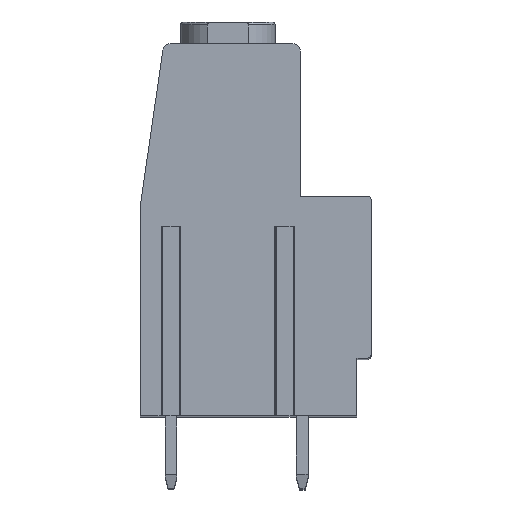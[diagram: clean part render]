
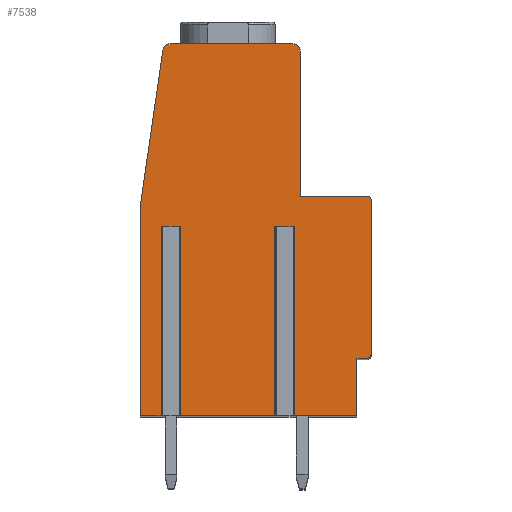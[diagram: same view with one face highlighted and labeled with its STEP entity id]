
A CAD part, top view. The second image highlights one B-rep face of the part: STEP entity #7538.
In plain terms, the highlighted planar face has unit normal (0, 0, 1).
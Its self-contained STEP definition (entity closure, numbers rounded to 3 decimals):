
#15=DIRECTION('',(1.,0.,0.));
#16=VECTOR('',#15,0.8);
#17=CARTESIAN_POINT('',(-6.226,0.25,3.175));
#18=LINE('',#17,#16);
#19=DIRECTION('',(0.,1.,0.));
#20=VECTOR('',#19,13.);
#21=CARTESIAN_POINT('',(-6.226,-12.75,3.175));
#22=LINE('',#21,#20);
#23=DIRECTION('',(-1.,0.,0.));
#24=VECTOR('',#23,1.699);
#25=CARTESIAN_POINT('',(-6.226,-12.75,3.175));
#26=LINE('',#25,#24);
#27=DIRECTION('',(0.,1.,0.));
#28=VECTOR('',#27,14.5);
#29=CARTESIAN_POINT('',(-7.925,-12.75,3.175));
#30=LINE('',#29,#28);
#31=DIRECTION('',(0.144,0.99,0.));
#32=VECTOR('',#31,10.683);
#33=CARTESIAN_POINT('',(-7.925,1.75,3.175));
#34=LINE('',#33,#32);
#35=CARTESIAN_POINT('',(-5.892,12.25,3.175));
#36=DIRECTION('',(0.,0.,-1.));
#37=DIRECTION('',(-0.99,0.144,0.));
#38=AXIS2_PLACEMENT_3D('',#35,#36,#37);
#40=CARTESIAN_POINT('',(2.525,12.25,3.175));
#41=DIRECTION('',(0.,0.,-1.));
#42=DIRECTION('',(0.,1.,0.));
#43=AXIS2_PLACEMENT_3D('',#40,#41,#42);
#45=DIRECTION('',(0.,-1.,0.));
#46=VECTOR('',#45,9.95);
#47=CARTESIAN_POINT('',(3.025,12.25,3.175));
#48=LINE('',#47,#46);
#49=DIRECTION('',(1.,0.,0.));
#50=VECTOR('',#49,4.6);
#51=CARTESIAN_POINT('',(3.025,2.3,3.175));
#52=LINE('',#51,#50);
#53=CARTESIAN_POINT('',(7.625,2.,3.175));
#54=DIRECTION('',(0.,0.,-1.));
#55=DIRECTION('',(0.,1.,0.));
#56=AXIS2_PLACEMENT_3D('',#53,#54,#55);
#58=DIRECTION('',(0.,-1.,0.));
#59=VECTOR('',#58,10.5);
#60=CARTESIAN_POINT('',(7.925,2.,3.175));
#61=LINE('',#60,#59);
#62=CARTESIAN_POINT('',(7.625,-8.5,3.175));
#63=DIRECTION('',(0.,0.,-1.));
#64=DIRECTION('',(1.,0.,0.));
#65=AXIS2_PLACEMENT_3D('',#62,#63,#64);
#67=DIRECTION('',(-1.,0.,0.));
#68=VECTOR('',#67,0.7);
#69=CARTESIAN_POINT('',(7.625,-8.8,3.175));
#70=LINE('',#69,#68);
#71=DIRECTION('',(0.,-1.,0.));
#72=VECTOR('',#71,3.95);
#73=CARTESIAN_POINT('',(6.925,-8.8,3.175));
#74=LINE('',#73,#72);
#75=DIRECTION('',(-1.,0.,0.));
#76=VECTOR('',#75,4.551);
#77=CARTESIAN_POINT('',(6.925,-12.75,3.175));
#78=LINE('',#77,#76);
#79=DIRECTION('',(0.,1.,0.));
#80=VECTOR('',#79,13.);
#81=CARTESIAN_POINT('',(2.374,-12.75,3.175));
#82=LINE('',#81,#80);
#83=DIRECTION('',(1.,0.,0.));
#84=VECTOR('',#83,0.8);
#85=CARTESIAN_POINT('',(1.574,0.25,3.175));
#86=LINE('',#85,#84);
#87=DIRECTION('',(0.,1.,0.));
#88=VECTOR('',#87,13.);
#89=CARTESIAN_POINT('',(1.574,-12.75,3.175));
#90=LINE('',#89,#88);
#91=DIRECTION('',(-1.,0.,0.));
#92=VECTOR('',#91,7.);
#93=CARTESIAN_POINT('',(1.574,-12.75,3.175));
#94=LINE('',#93,#92);
#95=DIRECTION('',(0.,1.,0.));
#96=VECTOR('',#95,13.);
#97=CARTESIAN_POINT('',(-5.426,-12.75,3.175));
#98=LINE('',#97,#96);
#671=DIRECTION('',(-1.,0.,0.));
#672=VECTOR('',#671,8.417);
#673=CARTESIAN_POINT('',(2.525,12.75,3.175));
#674=LINE('',#673,#672);
#5885=CARTESIAN_POINT('',(6.925,-8.8,3.175));
#5886=CARTESIAN_POINT('',(6.925,-12.75,3.175));
#5887=VERTEX_POINT('',#5885);
#5888=VERTEX_POINT('',#5886);
#5889=CARTESIAN_POINT('',(7.625,-8.8,3.175));
#5890=VERTEX_POINT('',#5889);
#5891=CARTESIAN_POINT('',(7.925,-8.5,3.175));
#5892=VERTEX_POINT('',#5891);
#5893=CARTESIAN_POINT('',(7.925,2.,3.175));
#5894=VERTEX_POINT('',#5893);
#5895=CARTESIAN_POINT('',(7.625,2.3,3.175));
#5896=VERTEX_POINT('',#5895);
#5897=CARTESIAN_POINT('',(3.025,2.3,3.175));
#5898=VERTEX_POINT('',#5897);
#5899=CARTESIAN_POINT('',(3.025,12.25,3.175));
#5900=VERTEX_POINT('',#5899);
#5901=CARTESIAN_POINT('',(2.525,12.75,3.175));
#5902=VERTEX_POINT('',#5901);
#5903=CARTESIAN_POINT('',(-6.387,12.322,3.175));
#5904=CARTESIAN_POINT('',(-5.892,12.75,3.175));
#5905=VERTEX_POINT('',#5903);
#5906=VERTEX_POINT('',#5904);
#5907=CARTESIAN_POINT('',(-7.925,1.75,3.175));
#5908=VERTEX_POINT('',#5907);
#5909=CARTESIAN_POINT('',(-7.925,-12.75,3.175));
#5910=VERTEX_POINT('',#5909);
#5969=CARTESIAN_POINT('',(-6.226,0.25,3.175));
#5970=CARTESIAN_POINT('',(-5.426,0.25,3.175));
#5971=VERTEX_POINT('',#5969);
#5972=VERTEX_POINT('',#5970);
#5973=CARTESIAN_POINT('',(1.574,0.25,3.175));
#5974=CARTESIAN_POINT('',(2.374,0.25,3.175));
#5975=VERTEX_POINT('',#5973);
#5976=VERTEX_POINT('',#5974);
#5977=CARTESIAN_POINT('',(-5.426,-12.75,3.175));
#5978=VERTEX_POINT('',#5977);
#5979=CARTESIAN_POINT('',(-6.226,-12.75,3.175));
#5980=VERTEX_POINT('',#5979);
#5981=CARTESIAN_POINT('',(1.574,-12.75,3.175));
#5982=VERTEX_POINT('',#5981);
#5983=CARTESIAN_POINT('',(2.374,-12.75,3.175));
#5984=VERTEX_POINT('',#5983);
#7489=CARTESIAN_POINT('',(0.,0.,3.175));
#7490=DIRECTION('',(0.,0.,1.));
#7491=DIRECTION('',(1.,0.,0.));
#7492=AXIS2_PLACEMENT_3D('',#7489,#7490,#7491);
#7493=PLANE('',#7492);
#7495=ORIENTED_EDGE('',*,*,#7494,.F.);
#7497=ORIENTED_EDGE('',*,*,#7496,.F.);
#7499=ORIENTED_EDGE('',*,*,#7498,.T.);
#7501=ORIENTED_EDGE('',*,*,#7500,.T.);
#7503=ORIENTED_EDGE('',*,*,#7502,.T.);
#7505=ORIENTED_EDGE('',*,*,#7504,.T.);
#7507=ORIENTED_EDGE('',*,*,#7506,.F.);
#7509=ORIENTED_EDGE('',*,*,#7508,.T.);
#7511=ORIENTED_EDGE('',*,*,#7510,.T.);
#7513=ORIENTED_EDGE('',*,*,#7512,.T.);
#7515=ORIENTED_EDGE('',*,*,#7514,.T.);
#7517=ORIENTED_EDGE('',*,*,#7516,.T.);
#7519=ORIENTED_EDGE('',*,*,#7518,.T.);
#7521=ORIENTED_EDGE('',*,*,#7520,.T.);
#7523=ORIENTED_EDGE('',*,*,#7522,.T.);
#7525=ORIENTED_EDGE('',*,*,#7524,.T.);
#7527=ORIENTED_EDGE('',*,*,#7526,.T.);
#7529=ORIENTED_EDGE('',*,*,#7528,.F.);
#7531=ORIENTED_EDGE('',*,*,#7530,.F.);
#7533=ORIENTED_EDGE('',*,*,#7532,.T.);
#7535=ORIENTED_EDGE('',*,*,#7534,.T.);
#7536=EDGE_LOOP('',(#7495,#7497,#7499,#7501,#7503,#7505,#7507,#7509,#7511,#7513,
#7515,#7517,#7519,#7521,#7523,#7525,#7527,#7529,#7531,#7533,#7535));
#7537=FACE_OUTER_BOUND('',#7536,.F.);
#39=CIRCLE('',#38,0.5);
#44=CIRCLE('',#43,0.5);
#57=CIRCLE('',#56,0.3);
#66=CIRCLE('',#65,0.3);
#7494=EDGE_CURVE('',#5971,#5972,#18,.T.);
#7496=EDGE_CURVE('',#5980,#5971,#22,.T.);
#7498=EDGE_CURVE('',#5980,#5910,#26,.T.);
#7500=EDGE_CURVE('',#5910,#5908,#30,.T.);
#7502=EDGE_CURVE('',#5908,#5905,#34,.T.);
#7504=EDGE_CURVE('',#5905,#5906,#39,.T.);
#7506=EDGE_CURVE('',#5902,#5906,#674,.T.);
#7508=EDGE_CURVE('',#5902,#5900,#44,.T.);
#7510=EDGE_CURVE('',#5900,#5898,#48,.T.);
#7512=EDGE_CURVE('',#5898,#5896,#52,.T.);
#7514=EDGE_CURVE('',#5896,#5894,#57,.T.);
#7516=EDGE_CURVE('',#5894,#5892,#61,.T.);
#7518=EDGE_CURVE('',#5892,#5890,#66,.T.);
#7520=EDGE_CURVE('',#5890,#5887,#70,.T.);
#7522=EDGE_CURVE('',#5887,#5888,#74,.T.);
#7524=EDGE_CURVE('',#5888,#5984,#78,.T.);
#7526=EDGE_CURVE('',#5984,#5976,#82,.T.);
#7528=EDGE_CURVE('',#5975,#5976,#86,.T.);
#7530=EDGE_CURVE('',#5982,#5975,#90,.T.);
#7532=EDGE_CURVE('',#5982,#5978,#94,.T.);
#7534=EDGE_CURVE('',#5978,#5972,#98,.T.);
#7538=ADVANCED_FACE('',(#7537),#7493,.T.);
